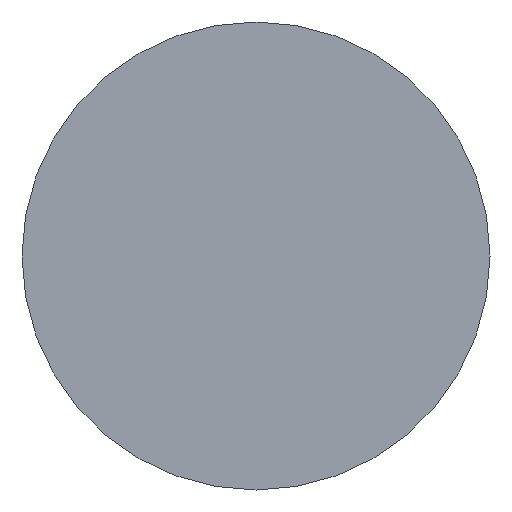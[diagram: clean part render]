
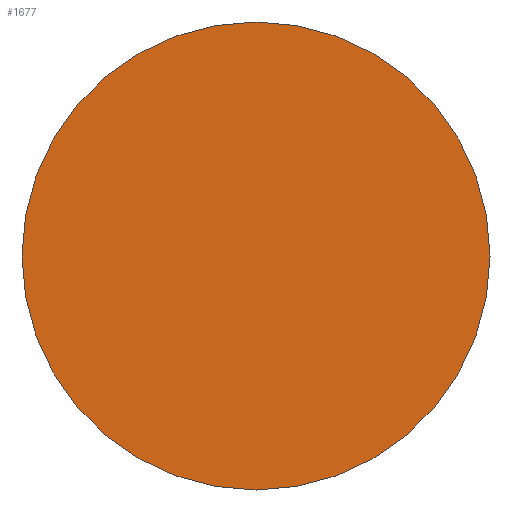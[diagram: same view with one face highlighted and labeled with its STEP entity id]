
A CAD part, left-side view. The second image highlights one B-rep face of the part: STEP entity #1677.
In plain terms, the highlighted planar face has unit normal (-1, 0, 0).
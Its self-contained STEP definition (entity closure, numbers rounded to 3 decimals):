
#43 = DIRECTION ( 'NONE',  ( -1., 0., 0. ) ) ;
#199 = CARTESIAN_POINT ( 'NONE',  ( -3., 0., 0. ) ) ;
#423 = VERTEX_POINT ( 'NONE', #528 ) ;
#489 = ORIENTED_EDGE ( 'NONE', *, *, #1302, .T. ) ;
#515 = DIRECTION ( 'NONE',  ( -1., 0., 0. ) ) ;
#528 = CARTESIAN_POINT ( 'NONE',  ( -3., 0., 8.75 ) ) ;
#633 = EDGE_LOOP ( 'NONE', ( #1650, #489 ) ) ;
#634 = CIRCLE ( 'NONE', #2141, 8.75 ) ;
#694 = CARTESIAN_POINT ( 'NONE',  ( -3., 0., 0. ) ) ;
#834 = VERTEX_POINT ( 'NONE', #1593 ) ;
#1043 = DIRECTION ( 'NONE',  ( 0., 0., 1. ) ) ;
#1078 = PLANE ( 'NONE',  #1431 ) ;
#1211 = FACE_OUTER_BOUND ( 'NONE', #633, .T. ) ;
#1221 = DIRECTION ( 'NONE',  ( -1., 0., 0. ) ) ;
#1302 = EDGE_CURVE ( 'NONE', #423, #834, #1447, .T. ) ;
#1431 = AXIS2_PLACEMENT_3D ( 'NONE', #199, #1221, #1043 ) ;
#1447 = CIRCLE ( 'NONE', #1912, 8.75 ) ;
#1578 = DIRECTION ( 'NONE',  ( 0., 0., 1. ) ) ;
#1593 = CARTESIAN_POINT ( 'NONE',  ( -3., 0., -8.75 ) ) ;
#1650 = ORIENTED_EDGE ( 'NONE', *, *, #2143, .T. ) ;
#1677 = ADVANCED_FACE ( 'NONE', ( #1211 ), #1078, .T. ) ;
#1912 = AXIS2_PLACEMENT_3D ( 'NONE', #2101, #43, #1578 ) ;
#2072 = DIRECTION ( 'NONE',  ( 0., 0., 1. ) ) ;
#2101 = CARTESIAN_POINT ( 'NONE',  ( -3., 0., 0. ) ) ;
#2141 = AXIS2_PLACEMENT_3D ( 'NONE', #694, #515, #2072 ) ;
#2143 = EDGE_CURVE ( 'NONE', #834, #423, #634, .T. ) ;
